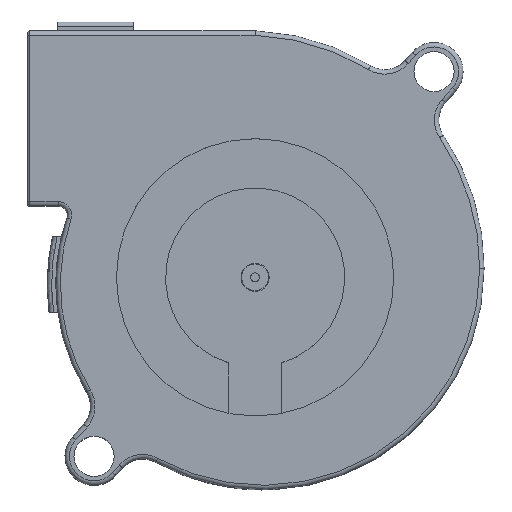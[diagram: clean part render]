
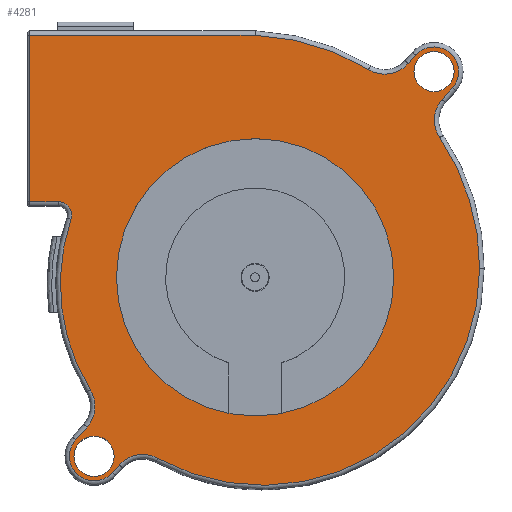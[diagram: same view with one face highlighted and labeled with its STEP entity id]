
A CAD part, top view. The second image highlights one B-rep face of the part: STEP entity #4281.
In plain terms, the highlighted planar face has unit normal (0, 0, 1).
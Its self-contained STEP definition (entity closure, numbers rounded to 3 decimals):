
#176=PLANE('',#4766);
#254=FACE_BOUND('',#720,.T.);
#255=FACE_BOUND('',#721,.T.);
#256=FACE_BOUND('',#722,.T.);
#422=FACE_OUTER_BOUND('',#719,.T.);
#719=EDGE_LOOP('',(#3541,#3542,#3543,#3544,#3545,#3546,#3547,#3548,#3549,
#3550,#3551,#3552,#3553,#3554,#3555,#3556,#3557,#3558));
#720=EDGE_LOOP('',(#3559));
#721=EDGE_LOOP('',(#3560));
#722=EDGE_LOOP('',(#3561));
#925=CIRCLE('',#4556,1.5);
#928=CIRCLE('',#4560,22.491);
#931=CIRCLE('',#4564,3.5);
#935=CIRCLE('',#4570,2.75);
#939=CIRCLE('',#4576,3.5);
#942=CIRCLE('',#4580,24.25);
#945=CIRCLE('',#4584,26.068);
#948=CIRCLE('',#4588,3.5);
#952=CIRCLE('',#4594,2.75);
#956=CIRCLE('',#4600,3.5);
#958=CIRCLE('',#4603,26.068);
#1013=CIRCLE('',#4761,15.5);
#1014=CIRCLE('',#4763,2.25);
#1015=CIRCLE('',#4765,2.25);
#1165=LINE('',#6615,#1480);
#1210=LINE('',#6817,#1525);
#1212=LINE('',#6824,#1527);
#1213=LINE('',#6847,#1528);
#1215=LINE('',#6859,#1530);
#1217=LINE('',#6889,#1532);
#1219=LINE('',#6901,#1534);
#1480=VECTOR('',#5160,10.);
#1525=VECTOR('',#5353,10.);
#1527=VECTOR('',#5361,10.);
#1528=VECTOR('',#5390,10.);
#1530=VECTOR('',#5404,10.);
#1532=VECTOR('',#5442,10.);
#1534=VECTOR('',#5456,10.);
#1811=VERTEX_POINT('',#6607);
#1813=VERTEX_POINT('',#6613);
#1896=VERTEX_POINT('',#6816);
#1898=VERTEX_POINT('',#6822);
#1900=VERTEX_POINT('',#6827);
#1902=VERTEX_POINT('',#6833);
#1904=VERTEX_POINT('',#6839);
#1906=VERTEX_POINT('',#6845);
#1908=VERTEX_POINT('',#6851);
#1910=VERTEX_POINT('',#6857);
#1912=VERTEX_POINT('',#6863);
#1914=VERTEX_POINT('',#6869);
#1916=VERTEX_POINT('',#6875);
#1918=VERTEX_POINT('',#6881);
#1920=VERTEX_POINT('',#6887);
#1922=VERTEX_POINT('',#6893);
#1924=VERTEX_POINT('',#6899);
#1926=VERTEX_POINT('',#6905);
#2005=VERTEX_POINT('',#7256);
#2006=VERTEX_POINT('',#7259);
#2007=VERTEX_POINT('',#7262);
#2233=EDGE_CURVE('',#1813,#1811,#1165,.T.);
#2334=EDGE_CURVE('',#1811,#1896,#1210,.T.);
#2338=EDGE_CURVE('',#1898,#1813,#1212,.T.);
#2340=EDGE_CURVE('',#1900,#1898,#925,.T.);
#2343=EDGE_CURVE('',#1902,#1900,#928,.T.);
#2346=EDGE_CURVE('',#1904,#1902,#931,.T.);
#2349=EDGE_CURVE('',#1906,#1904,#1213,.T.);
#2352=EDGE_CURVE('',#1908,#1906,#935,.T.);
#2355=EDGE_CURVE('',#1910,#1908,#1215,.T.);
#2358=EDGE_CURVE('',#1912,#1910,#939,.T.);
#2361=EDGE_CURVE('',#1914,#1912,#942,.T.);
#2364=EDGE_CURVE('',#1916,#1914,#945,.T.);
#2367=EDGE_CURVE('',#1918,#1916,#948,.T.);
#2370=EDGE_CURVE('',#1920,#1918,#1217,.T.);
#2373=EDGE_CURVE('',#1922,#1920,#952,.T.);
#2376=EDGE_CURVE('',#1924,#1922,#1219,.T.);
#2379=EDGE_CURVE('',#1926,#1924,#956,.T.);
#2381=EDGE_CURVE('',#1896,#1926,#958,.T.);
#2547=EDGE_CURVE('',#2005,#2005,#1013,.T.);
#2548=EDGE_CURVE('',#2006,#2006,#1014,.T.);
#2549=EDGE_CURVE('',#2007,#2007,#1015,.T.);
#3541=ORIENTED_EDGE('',*,*,#2233,.F.);
#3542=ORIENTED_EDGE('',*,*,#2338,.F.);
#3543=ORIENTED_EDGE('',*,*,#2340,.F.);
#3544=ORIENTED_EDGE('',*,*,#2343,.F.);
#3545=ORIENTED_EDGE('',*,*,#2346,.F.);
#3546=ORIENTED_EDGE('',*,*,#2349,.F.);
#3547=ORIENTED_EDGE('',*,*,#2352,.F.);
#3548=ORIENTED_EDGE('',*,*,#2355,.F.);
#3549=ORIENTED_EDGE('',*,*,#2358,.F.);
#3550=ORIENTED_EDGE('',*,*,#2361,.F.);
#3551=ORIENTED_EDGE('',*,*,#2364,.F.);
#3552=ORIENTED_EDGE('',*,*,#2367,.F.);
#3553=ORIENTED_EDGE('',*,*,#2370,.F.);
#3554=ORIENTED_EDGE('',*,*,#2373,.F.);
#3555=ORIENTED_EDGE('',*,*,#2376,.F.);
#3556=ORIENTED_EDGE('',*,*,#2379,.F.);
#3557=ORIENTED_EDGE('',*,*,#2381,.F.);
#3558=ORIENTED_EDGE('',*,*,#2334,.F.);
#3559=ORIENTED_EDGE('',*,*,#2547,.T.);
#3560=ORIENTED_EDGE('',*,*,#2548,.T.);
#3561=ORIENTED_EDGE('',*,*,#2549,.T.);
#4281=ADVANCED_FACE('',(#422,#254,#255,#256),#176,.T.);
#4556=AXIS2_PLACEMENT_3D('',#6829,#5366,#5367);
#4560=AXIS2_PLACEMENT_3D('',#6835,#5374,#5375);
#4564=AXIS2_PLACEMENT_3D('',#6841,#5382,#5383);
#4570=AXIS2_PLACEMENT_3D('',#6853,#5396,#5397);
#4576=AXIS2_PLACEMENT_3D('',#6865,#5410,#5411);
#4580=AXIS2_PLACEMENT_3D('',#6871,#5418,#5419);
#4584=AXIS2_PLACEMENT_3D('',#6877,#5426,#5427);
#4588=AXIS2_PLACEMENT_3D('',#6883,#5434,#5435);
#4594=AXIS2_PLACEMENT_3D('',#6895,#5448,#5449);
#4600=AXIS2_PLACEMENT_3D('',#6907,#5462,#5463);
#4603=AXIS2_PLACEMENT_3D('',#6910,#5468,#5469);
#4761=AXIS2_PLACEMENT_3D('',#7257,#5894,#5895);
#4763=AXIS2_PLACEMENT_3D('',#7260,#5898,#5899);
#4765=AXIS2_PLACEMENT_3D('',#7263,#5902,#5903);
#4766=AXIS2_PLACEMENT_3D('',#7264,#5904,#5905);
#5160=DIRECTION('',(0.,1.,0.));
#5353=DIRECTION('',(1.,0.,0.));
#5361=DIRECTION('',(-1.,0.,0.));
#5366=DIRECTION('center_axis',(0.,0.,1.));
#5367=DIRECTION('ref_axis',(0.813,0.583,0.));
#5374=DIRECTION('center_axis',(0.,0.,-1.));
#5375=DIRECTION('ref_axis',(-0.994,-0.113,0.));
#5382=DIRECTION('center_axis',(0.,0.,1.));
#5383=DIRECTION('ref_axis',(0.996,-0.085,0.));
#5390=DIRECTION('',(0.662,0.749,0.));
#5396=DIRECTION('center_axis',(0.,0.,-1.));
#5397=DIRECTION('ref_axis',(-0.662,-0.749,0.));
#5404=DIRECTION('',(-0.662,-0.749,0.));
#5410=DIRECTION('center_axis',(0.,0.,1.));
#5411=DIRECTION('ref_axis',(-0.17,0.985,0.));
#5418=DIRECTION('center_axis',(0.,0.,-1.));
#5419=DIRECTION('ref_axis',(0.508,-0.861,0.));
#5426=DIRECTION('center_axis',(0.,0.,-1.));
#5427=DIRECTION('ref_axis',(0.956,0.293,0.));
#5434=DIRECTION('center_axis',(0.,0.,1.));
#5435=DIRECTION('ref_axis',(-0.998,0.065,0.));
#5442=DIRECTION('',(-0.662,-0.749,0.));
#5448=DIRECTION('center_axis',(0.,0.,-1.));
#5449=DIRECTION('ref_axis',(0.662,0.749,0.));
#5456=DIRECTION('',(0.662,0.749,0.));
#5462=DIRECTION('center_axis',(0.,0.,1.));
#5463=DIRECTION('ref_axis',(0.148,-0.989,0.));
#5468=DIRECTION('center_axis',(0.,0.,-1.));
#5469=DIRECTION('ref_axis',(0.289,0.957,0.));
#5894=DIRECTION('center_axis',(0.,0.,-1.));
#5895=DIRECTION('ref_axis',(-1.,0.,0.));
#5898=DIRECTION('center_axis',(0.,0.,-1.));
#5899=DIRECTION('ref_axis',(-1.,0.,0.));
#5902=DIRECTION('center_axis',(0.,0.,-1.));
#5903=DIRECTION('ref_axis',(-1.,0.,0.));
#5904=DIRECTION('center_axis',(0.,0.,1.));
#5905=DIRECTION('ref_axis',(1.,0.,0.));
#6607=CARTESIAN_POINT('',(-25.2,27.05,7.5));
#6613=CARTESIAN_POINT('',(-25.2,8.45,7.5));
#6615=CARTESIAN_POINT('',(-25.2,15.695,7.5));
#6816=CARTESIAN_POINT('',(-0.009,27.05,7.5));
#6817=CARTESIAN_POINT('',(-0.149,27.05,7.5));
#6822=CARTESIAN_POINT('',(-22.,8.45,7.5));
#6824=CARTESIAN_POINT('',(-12.849,8.45,7.5));
#6827=CARTESIAN_POINT('',(-20.58,6.468,7.5));
#6829=CARTESIAN_POINT('Origin',(-22.,6.95,7.5));
#6833=CARTESIAN_POINT('',(-18.421,-12.571,7.5));
#6835=CARTESIAN_POINT('Origin',(0.718,-0.759,7.5));
#6839=CARTESIAN_POINT('',(-18.777,-16.727,7.5));
#6841=CARTESIAN_POINT('Origin',(-21.4,-14.409,7.5));
#6845=CARTESIAN_POINT('',(-20.061,-18.179,7.5));
#6847=CARTESIAN_POINT('',(-9.623,-6.368,7.5));
#6851=CARTESIAN_POINT('',(-15.939,-21.821,7.5));
#6853=CARTESIAN_POINT('Origin',(-18.,-20.,7.5));
#6857=CARTESIAN_POINT('',(-15.19,-20.973,7.5));
#6859=CARTESIAN_POINT('',(-6.143,-10.736,7.5));
#6863=CARTESIAN_POINT('',(-10.875,-20.227,7.5));
#6865=CARTESIAN_POINT('Origin',(-12.567,-23.291,7.5));
#6869=CARTESIAN_POINT('',(25.1,1.,7.5));
#6871=CARTESIAN_POINT('Origin',(0.85,1.,7.5));
#6875=CARTESIAN_POINT('',(20.63,15.596,7.5));
#6877=CARTESIAN_POINT('Origin',(-0.968,1.,7.5));
#6881=CARTESIAN_POINT('',(20.907,19.874,7.5));
#6883=CARTESIAN_POINT('Origin',(23.53,17.556,7.5));
#6887=CARTESIAN_POINT('',(22.061,21.179,7.5));
#6889=CARTESIAN_POINT('',(12.28,10.112,7.5));
#6893=CARTESIAN_POINT('',(17.939,24.821,7.5));
#6895=CARTESIAN_POINT('Origin',(20.,23.,7.5));
#6899=CARTESIAN_POINT('',(17.114,23.887,7.5));
#6901=CARTESIAN_POINT('',(8.736,14.406,7.5));
#6905=CARTESIAN_POINT('',(12.661,23.221,7.5));
#6907=CARTESIAN_POINT('Origin',(14.491,26.205,7.5));
#6910=CARTESIAN_POINT('Origin',(-0.968,1.,7.5));
#7256=CARTESIAN_POINT('',(15.5,0.,7.5));
#7257=CARTESIAN_POINT('Origin',(0.,0.,7.5));
#7259=CARTESIAN_POINT('',(22.25,23.,7.5));
#7260=CARTESIAN_POINT('Origin',(20.,23.,7.5));
#7262=CARTESIAN_POINT('',(-15.75,-20.,7.5));
#7263=CARTESIAN_POINT('Origin',(-18.,-20.,7.5));
#7264=CARTESIAN_POINT('Origin',(-0.297,3.84,7.5));
